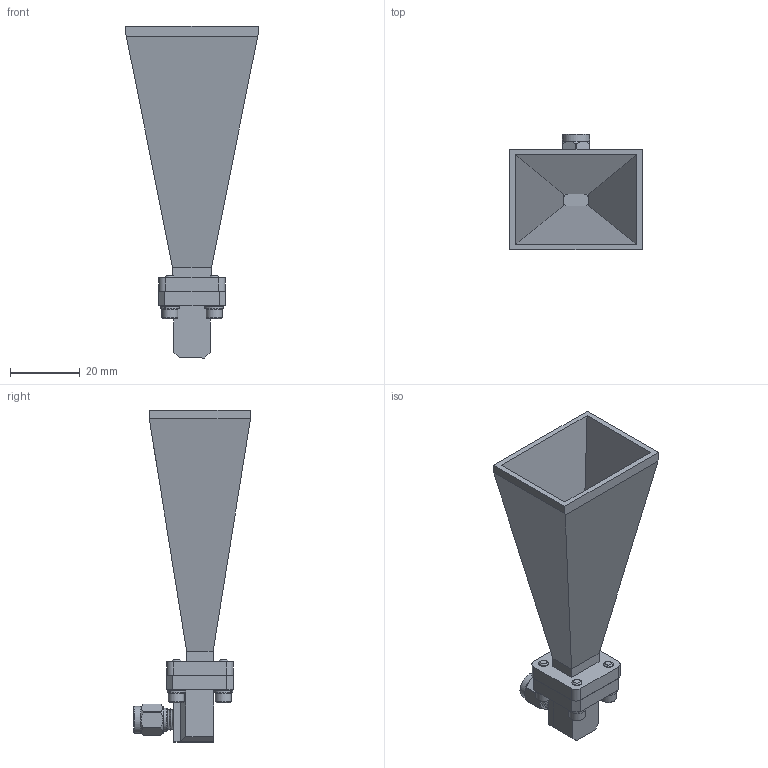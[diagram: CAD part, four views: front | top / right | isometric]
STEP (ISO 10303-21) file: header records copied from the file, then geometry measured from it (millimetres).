
FILE_DESCRIPTION (( 'STEP AP214' ), '1' );
FILE_NAME ('PEWAN028-20KM_3D.STEP', '2021-11-09T16:08:32', ( '' ), ( '' ), 'SwSTEP 2.0', 'SolidWorks 2021', '' );
FILE_SCHEMA (( 'AUTOMOTIVE_DESIGN' ));
Length unit declared in the file: inch
Products named in the file (5): 4-40SH-HXx.375_92196A108; 4-LW; PEWAN028-20KM_3D; PEWAN028-20; PE-W28CA002
Assembly tree (10 placements, depth 2):
  PEWAN028-20KM_3D
    PEWAN028-20
    PE-W28CA002
    4-40SH-HXx.375_92196A108  x4
    4-LW  x4
Bounding box: 37.86 x 33.37 x 95.15 mm (x, y, z)
Volume: 16761.7 mm3; surface area: 16198.4 mm2
Topology: 10 solids, 11 shells, 491 faces, 1023 edges, 576 vertices
Faces by surface type: cone 230, cylinder 133, plane 128
Full cylindrical faces by diameter (mm): 0.94 x1, 1.194 x1, 2.02 x84, 2.17 x1, 2.261 x4, 2.845 x4, 2.92 x1, 2.946 x4, 4.445 x1, 4.623 x1, 4.648 x4, 5.334 x1, 6.35 x2, 6.604 x1, 7.762 x1
Entity records: 5895 total; most frequent: CARTESIAN_POINT 1072, DIRECTION 990, ORIENTED_EDGE 738, AXIS2_PLACEMENT_3D 405, EDGE_CURVE 369, EDGE_LOOP 368, VERTEX_POINT 287, FACE_OUTER_BOUND 263
